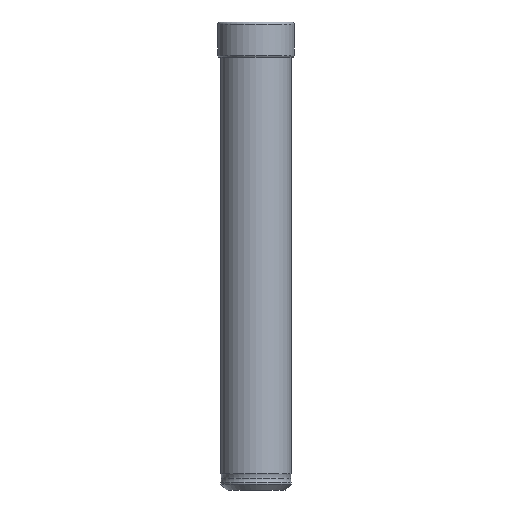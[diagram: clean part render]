
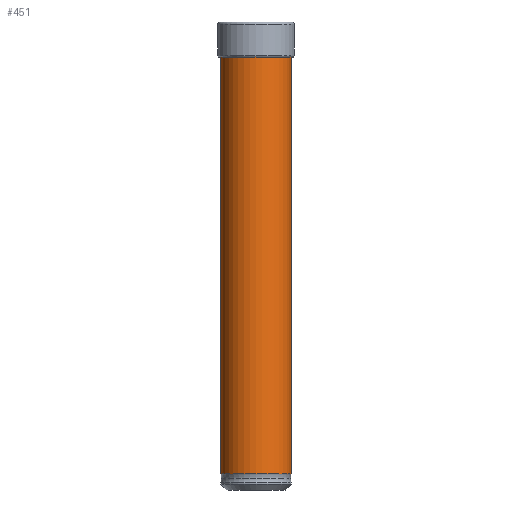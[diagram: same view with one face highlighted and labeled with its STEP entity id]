
A CAD part, front view. The second image highlights one B-rep face of the part: STEP entity #451.
In plain terms, the highlighted cylindrical face has radius 12.5 mm (diameter 25 mm), a partial arc.
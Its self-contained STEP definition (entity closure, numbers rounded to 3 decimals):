
#12 = VERTEX_POINT ( 'NONE', #549 ) ;
#33 = EDGE_CURVE ( 'NONE', #12, #69, #576, .T. ) ;
#46 = EDGE_CURVE ( 'NONE', #48, #77, #434, .T. ) ;
#48 = VERTEX_POINT ( 'NONE', #439 ) ;
#69 = VERTEX_POINT ( 'NONE', #746 ) ;
#72 = EDGE_CURVE ( 'NONE', #77, #69, #698, .T. ) ;
#77 = VERTEX_POINT ( 'NONE', #745 ) ;
#431 = DIRECTION ( 'NONE',  ( 0., 0., -1. ) ) ;
#432 = VECTOR ( 'NONE', #431, 1000. ) ;
#433 = CARTESIAN_POINT ( 'NONE',  ( 12.5, 0., 0. ) ) ;
#434 = LINE ( 'NONE', #433, #432 ) ;
#439 = CARTESIAN_POINT ( 'NONE',  ( 12.5, 0., 152.5 ) ) ;
#449 = ORIENTED_EDGE ( 'NONE', *, *, #46, .F. ) ;
#451 = ADVANCED_FACE ( 'NONE', ( #1648 ), #1654, .T. ) ;
#453 = ORIENTED_EDGE ( 'NONE', *, *, #492, .T. ) ;
#492 = EDGE_CURVE ( 'NONE', #48, #12, #1718, .T. ) ;
#494 = ORIENTED_EDGE ( 'NONE', *, *, #72, .F. ) ;
#495 = EDGE_LOOP ( 'NONE', ( #449, #453, #505, #494 ) ) ;
#505 = ORIENTED_EDGE ( 'NONE', *, *, #33, .T. ) ;
#549 = CARTESIAN_POINT ( 'NONE',  ( -12.5, 0., 152.5 ) ) ;
#573 = DIRECTION ( 'NONE',  ( 0., 0., -1. ) ) ;
#574 = VECTOR ( 'NONE', #573, 1000. ) ;
#575 = CARTESIAN_POINT ( 'NONE',  ( -12.5, 0., 0. ) ) ;
#576 = LINE ( 'NONE', #575, #574 ) ;
#695 = DIRECTION ( 'NONE',  ( -1., 0., 0. ) ) ;
#696 = DIRECTION ( 'NONE',  ( 0., 0., -1. ) ) ;
#697 = CARTESIAN_POINT ( 'NONE',  ( 0., 0., 5.7 ) ) ;
#698 = CIRCLE ( 'NONE', #704, 12.5 ) ;
#704 = AXIS2_PLACEMENT_3D ( 'NONE', #697, #696, #695 ) ;
#745 = CARTESIAN_POINT ( 'NONE',  ( 12.5, 0., 5.7 ) ) ;
#746 = CARTESIAN_POINT ( 'NONE',  ( -12.5, 0., 5.7 ) ) ;
#1648 = FACE_OUTER_BOUND ( 'NONE', #495, .T. ) ;
#1650 = DIRECTION ( 'NONE',  ( -1., 0., 0. ) ) ;
#1651 = DIRECTION ( 'NONE',  ( 0., 0., -1. ) ) ;
#1652 = CARTESIAN_POINT ( 'NONE',  ( 0., 0., 0. ) ) ;
#1653 = AXIS2_PLACEMENT_3D ( 'NONE', #1652, #1651, #1650 ) ;
#1654 = CYLINDRICAL_SURFACE ( 'NONE', #1653, 12.5 ) ;
#1714 = DIRECTION ( 'NONE',  ( -1., 0., 0. ) ) ;
#1715 = DIRECTION ( 'NONE',  ( 0., 0., -1. ) ) ;
#1716 = CARTESIAN_POINT ( 'NONE',  ( 0., 0., 152.5 ) ) ;
#1717 = AXIS2_PLACEMENT_3D ( 'NONE', #1716, #1715, #1714 ) ;
#1718 = CIRCLE ( 'NONE', #1717, 12.5 ) ;
